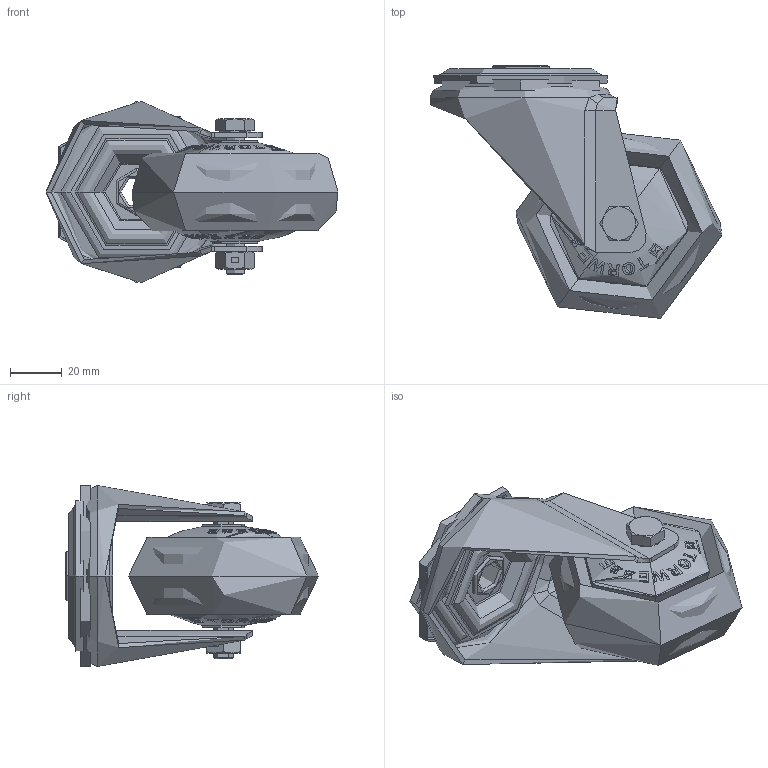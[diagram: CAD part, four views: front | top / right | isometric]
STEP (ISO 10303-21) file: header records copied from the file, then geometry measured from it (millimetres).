
FILE_DESCRIPTION (( 'STEP AP214' ), '1' );
FILE_NAME ('0055743.step', '2023-09-27T07:54:08', ( '' ), ( '' ), 'SwSTEP 2.0', 'SolidWorks 2020', '' );
FILE_SCHEMA (( 'AUTOMOTIVE_DESIGN' ));
Length unit declared in the file: millimetre
Products named in the file (1): 0055743
Bounding box: 112.75 x 97.66 x 70 mm (x, y, z)
Volume: 157319.7 mm3; surface area: 98097 mm2
Topology: 13 solids, 14 shells, 680 faces, 1575 edges, 966 vertices
Faces by surface type: bspline 288, torus 136, cylinder 89, cone 84, plane 83
Entity records: 41114 total; most frequent: CARTESIAN_POINT 20182, ORIENTED_EDGE 3146, DIRECTION 2046, EDGE_CURVE 1573, VERTEX_POINT 966, AXIS2_PLACEMENT_3D 903, B_SPLINE_CURVE_WITH_KNOTS 803, EDGE_LOOP 755
